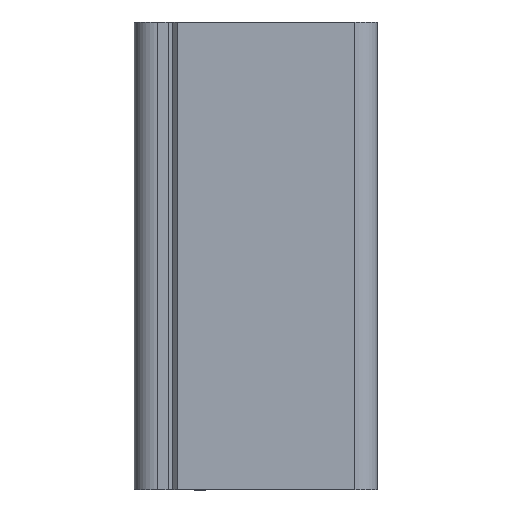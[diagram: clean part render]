
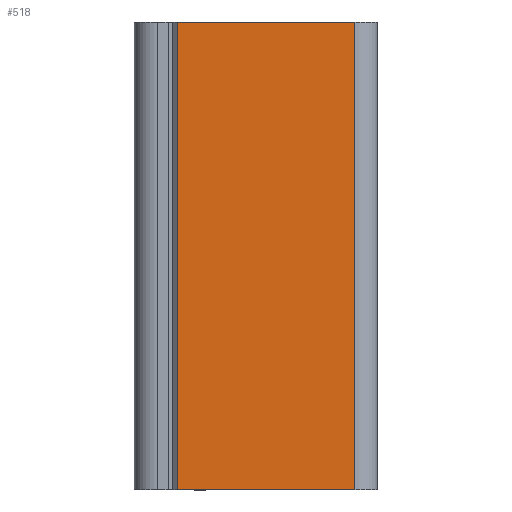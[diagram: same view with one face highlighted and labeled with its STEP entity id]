
A CAD part, top view. The second image highlights one B-rep face of the part: STEP entity #518.
In plain terms, the highlighted planar face has unit normal (0, 0, 1).
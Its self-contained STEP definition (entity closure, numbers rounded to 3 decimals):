
#518=ADVANCED_FACE('',(#1039),#1040,.T.);
#1039=FACE_OUTER_BOUND('',#1560,.T.);
#1040=PLANE('',#1561);
#1560=EDGE_LOOP('',(#2880,#2881,#2882,#2883));
#1561=AXIS2_PLACEMENT_3D('',#2884,#2885,#2886);
#2880=ORIENTED_EDGE('',*,*,#3936,.T.);
#2881=ORIENTED_EDGE('',*,*,#3937,.F.);
#2882=ORIENTED_EDGE('',*,*,#3938,.F.);
#2883=ORIENTED_EDGE('',*,*,#3933,.T.);
#2884=CARTESIAN_POINT('',(14.075,0.0,17.));
#2885=DIRECTION('',(0.0,0.0,1.0));
#2886=DIRECTION('',(1.0,0.0,0.0));
#3933=EDGE_CURVE('',#4935,#4933,#4936,.T.);
#3936=EDGE_CURVE('',#4933,#4939,#4940,.T.);
#3937=EDGE_CURVE('',#4941,#4939,#4942,.T.);
#3938=EDGE_CURVE('',#4935,#4941,#4943,.T.);
#4933=VERTEX_POINT('',#6279);
#4935=VERTEX_POINT('',#6281);
#4936=LINE('',#6282,#6283);
#4939=VERTEX_POINT('',#6286);
#4940=LINE('',#6287,#6288);
#4941=VERTEX_POINT('',#6289);
#4942=LINE('',#6290,#6291);
#4943=LINE('',#6292,#6293);
#6279=CARTESIAN_POINT('',(23.55,50.0,17.));
#6281=CARTESIAN_POINT('',(23.55,0.0,17.));
#6282=CARTESIAN_POINT('',(23.55,0.0,17.));
#6283=VECTOR('',#7142,1.0);
#6286=CARTESIAN_POINT('',(4.6,50.0,17.));
#6287=CARTESIAN_POINT('',(23.55,50.0,17.));
#6288=VECTOR('',#7146,1.0);
#6289=CARTESIAN_POINT('',(4.6,0.0,17.));
#6290=CARTESIAN_POINT('',(4.6,0.0,17.));
#6291=VECTOR('',#7147,1.0);
#6292=CARTESIAN_POINT('',(23.55,0.0,17.));
#6293=VECTOR('',#7148,1.0);
#7142=DIRECTION('',(0.0,1.0,0.0));
#7146=DIRECTION('',(-1.0,0.0,0.0));
#7147=DIRECTION('',(0.0,1.0,0.0));
#7148=DIRECTION('',(-1.0,0.0,0.0));
